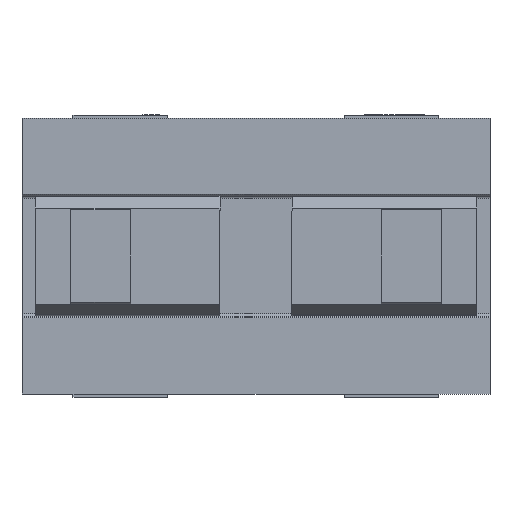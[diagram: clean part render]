
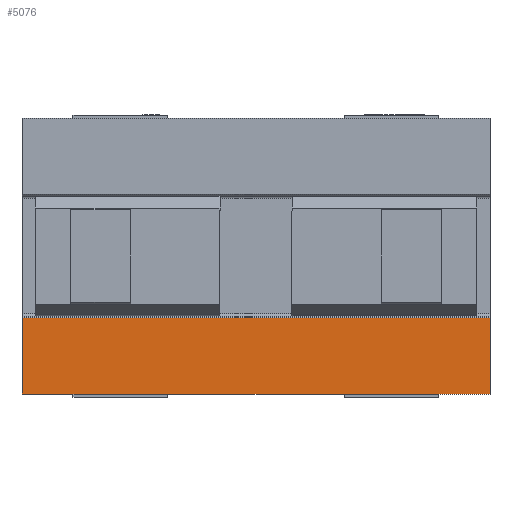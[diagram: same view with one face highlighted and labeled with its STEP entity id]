
A CAD part, left-side view. The second image highlights one B-rep face of the part: STEP entity #5076.
In plain terms, the highlighted planar face has unit normal (-1, 0, 0).
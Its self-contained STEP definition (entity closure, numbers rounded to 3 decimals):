
#43 = DIRECTION ( 'NONE',  ( 0., 0., 1. ) ) ;
#81 = VERTEX_POINT ( 'NONE', #7569 ) ;
#321 = VERTEX_POINT ( 'NONE', #5236 ) ;
#690 = CARTESIAN_POINT ( 'NONE',  ( -50., 0., 0. ) ) ;
#1004 = CARTESIAN_POINT ( 'NONE',  ( -50., -19.5, -5.141 ) ) ;
#1025 = DIRECTION ( 'NONE',  ( 0., 0., -1. ) ) ;
#1026 = EDGE_CURVE ( 'NONE', #321, #81, #3720, .T. ) ;
#1171 = EDGE_LOOP ( 'NONE', ( #2872, #5964, #5956, #5143 ) ) ;
#1277 = CARTESIAN_POINT ( 'NONE',  ( -50., 19.5, -11.5 ) ) ;
#1339 = CARTESIAN_POINT ( 'NONE',  ( -50., 19.5, -11.5 ) ) ;
#1494 = EDGE_CURVE ( 'NONE', #321, #7917, #4290, .T. ) ;
#1557 = EDGE_CURVE ( 'NONE', #5723, #81, #5198, .T. ) ;
#1561 = FACE_OUTER_BOUND ( 'NONE', #1171, .T. ) ;
#2122 = CARTESIAN_POINT ( 'NONE',  ( -50., -19.5, -11.5 ) ) ;
#2384 = DIRECTION ( 'NONE',  ( 0., 1., 0. ) ) ;
#2872 = ORIENTED_EDGE ( 'NONE', *, *, #1494, .F. ) ;
#2975 = AXIS2_PLACEMENT_3D ( 'NONE', #690, #4189, #6828 ) ;
#3206 = CARTESIAN_POINT ( 'NONE',  ( -50., -19.5, -11.5 ) ) ;
#3669 = VECTOR ( 'NONE', #43, 1000. ) ;
#3720 = LINE ( 'NONE', #1004, #8258 ) ;
#3854 = DIRECTION ( 'NONE',  ( 0., 1., 0. ) ) ;
#4075 = VECTOR ( 'NONE', #3854, 1000. ) ;
#4189 = DIRECTION ( 'NONE',  ( 1., 0., 0. ) ) ;
#4233 = PLANE ( 'NONE',  #2975 ) ;
#4290 = LINE ( 'NONE', #6934, #8469 ) ;
#5076 = ADVANCED_FACE ( 'PLANAR_0', ( #1561 ), #4233, .F. ) ;
#5143 = ORIENTED_EDGE ( 'NONE', *, *, #5353, .F. ) ;
#5198 = LINE ( 'NONE', #1277, #3669 ) ;
#5236 = CARTESIAN_POINT ( 'NONE',  ( -50., -19.5, -5.141 ) ) ;
#5353 = EDGE_CURVE ( 'NONE', #7917, #5723, #6607, .T. ) ;
#5723 = VERTEX_POINT ( 'NONE', #1339 ) ;
#5956 = ORIENTED_EDGE ( 'NONE', *, *, #1557, .F. ) ;
#5964 = ORIENTED_EDGE ( 'NONE', *, *, #1026, .T. ) ;
#6607 = LINE ( 'NONE', #3206, #4075 ) ;
#6828 = DIRECTION ( 'NONE',  ( 0., 0., -1. ) ) ;
#6934 = CARTESIAN_POINT ( 'NONE',  ( -50., -19.5, 11.5 ) ) ;
#7569 = CARTESIAN_POINT ( 'NONE',  ( -50., 19.5, -5.141 ) ) ;
#7917 = VERTEX_POINT ( 'NONE', #2122 ) ;
#8258 = VECTOR ( 'NONE', #2384, 1000. ) ;
#8469 = VECTOR ( 'NONE', #1025, 1000. ) ;
